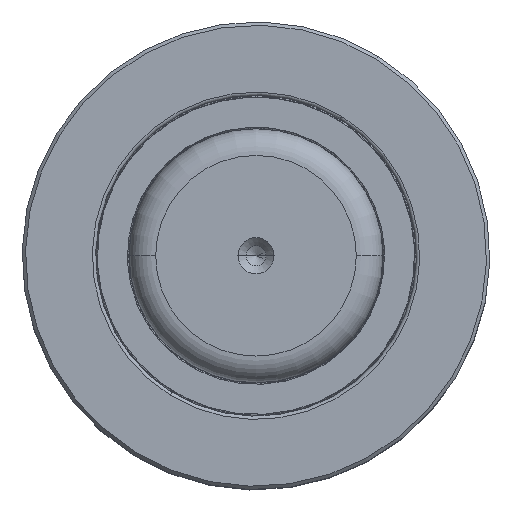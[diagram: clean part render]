
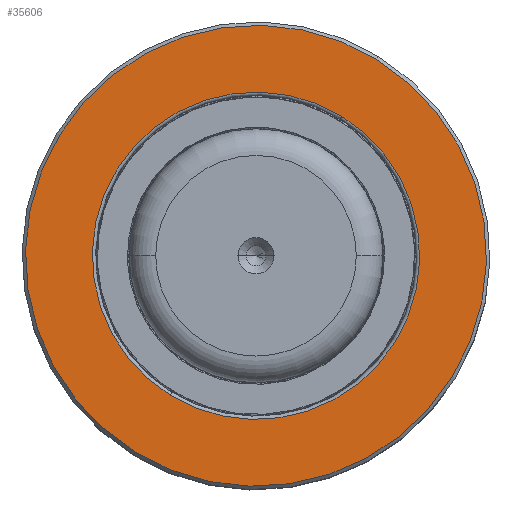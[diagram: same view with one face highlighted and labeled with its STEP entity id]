
A CAD part, top view. The second image highlights one B-rep face of the part: STEP entity #35606.
In plain terms, the highlighted face is planar.
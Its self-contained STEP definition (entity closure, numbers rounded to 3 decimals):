
#445 = AXIS2_PLACEMENT_3D ( 'NONE', #18175, #14343, #22194 ) ;
#1042 = ORIENTED_EDGE ( 'NONE', *, *, #9971, .T. ) ;
#2517 = EDGE_CURVE ( 'NONE', #40580, #35416, #35988, .T. ) ;
#3803 = CARTESIAN_POINT ( 'NONE',  ( 0., 35.687, 0. ) ) ;
#5993 = CIRCLE ( 'NONE', #16558, 24.5 ) ;
#7979 = DIRECTION ( 'NONE',  ( 0., -1., 0. ) ) ;
#8666 = ORIENTED_EDGE ( 'NONE', *, *, #2517, .F. ) ;
#9817 = CARTESIAN_POINT ( 'NONE',  ( 0., 35.687, 24.5 ) ) ;
#9971 = EDGE_CURVE ( 'NONE', #38624, #40406, #27046, .T. ) ;
#11126 = CARTESIAN_POINT ( 'NONE',  ( 0., 35.687, -24.5 ) ) ;
#12033 = DIRECTION ( 'NONE',  ( 0., 0., -1. ) ) ;
#12197 = DIRECTION ( 'NONE',  ( 0., 0., -1. ) ) ;
#13809 = FACE_OUTER_BOUND ( 'NONE', #13833, .T. ) ;
#13833 = EDGE_LOOP ( 'NONE', ( #8666, #50215 ) ) ;
#14343 = DIRECTION ( 'NONE',  ( 0., -1., 0. ) ) ;
#16558 = AXIS2_PLACEMENT_3D ( 'NONE', #40022, #7979, #12197 ) ;
#17420 = AXIS2_PLACEMENT_3D ( 'NONE', #3803, #48417, #12033 ) ;
#18175 = CARTESIAN_POINT ( 'NONE',  ( 0., 35.687, 0. ) ) ;
#20021 = CARTESIAN_POINT ( 'NONE',  ( 0., 35.687, 34.5 ) ) ;
#21497 = DIRECTION ( 'NONE',  ( 0., 0., 1. ) ) ;
#22194 = DIRECTION ( 'NONE',  ( 0., 0., -1. ) ) ;
#25893 = CARTESIAN_POINT ( 'NONE',  ( 34.5, 35.687, 0. ) ) ;
#27046 = CIRCLE ( 'NONE', #445, 24.5 ) ;
#29374 = PLANE ( 'NONE',  #33775 ) ;
#29889 = DIRECTION ( 'NONE',  ( 0., 1., 0. ) ) ;
#31006 = DIRECTION ( 'NONE',  ( 0., -1., 0. ) ) ;
#31810 = CARTESIAN_POINT ( 'NONE',  ( 0., 35.687, -34.5 ) ) ;
#33775 = AXIS2_PLACEMENT_3D ( 'NONE', #25893, #29889, #21497 ) ;
#34489 = AXIS2_PLACEMENT_3D ( 'NONE', #39082, #31006, #38913 ) ;
#35416 = VERTEX_POINT ( 'NONE', #20021 ) ;
#35606 = ADVANCED_FACE ( 'NONE', ( #40766, #13809 ), #29374, .T. ) ;
#35988 = CIRCLE ( 'NONE', #17420, 34.5 ) ;
#37792 = EDGE_CURVE ( 'NONE', #35416, #40580, #48147, .T. ) ;
#38579 = EDGE_LOOP ( 'NONE', ( #1042, #46163 ) ) ;
#38624 = VERTEX_POINT ( 'NONE', #11126 ) ;
#38913 = DIRECTION ( 'NONE',  ( 0., 0., -1. ) ) ;
#39082 = CARTESIAN_POINT ( 'NONE',  ( 0., 35.687, 0. ) ) ;
#40022 = CARTESIAN_POINT ( 'NONE',  ( 0., 35.687, 0. ) ) ;
#40406 = VERTEX_POINT ( 'NONE', #9817 ) ;
#40580 = VERTEX_POINT ( 'NONE', #31810 ) ;
#40766 = FACE_BOUND ( 'NONE', #38579, .T. ) ;
#46163 = ORIENTED_EDGE ( 'NONE', *, *, #46561, .T. ) ;
#46561 = EDGE_CURVE ( 'NONE', #40406, #38624, #5993, .T. ) ;
#48147 = CIRCLE ( 'NONE', #34489, 34.5 ) ;
#48417 = DIRECTION ( 'NONE',  ( 0., -1., 0. ) ) ;
#50215 = ORIENTED_EDGE ( 'NONE', *, *, #37792, .F. ) ;
